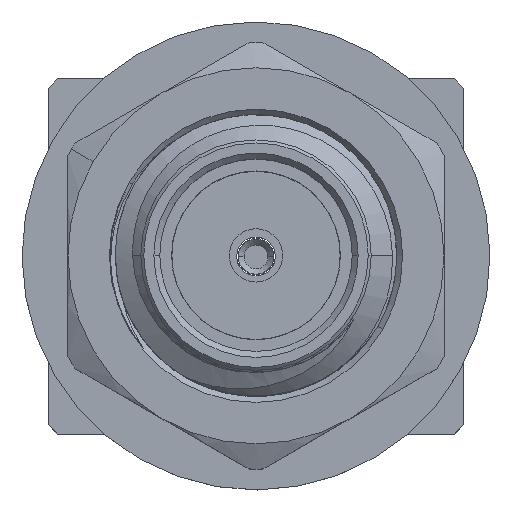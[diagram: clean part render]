
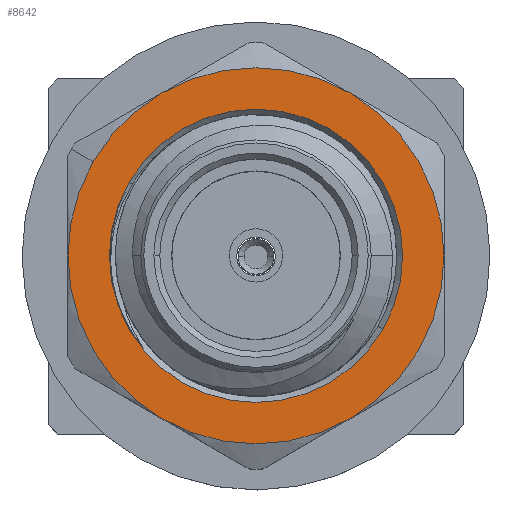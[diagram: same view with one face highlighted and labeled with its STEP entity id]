
A CAD part, top view. The second image highlights one B-rep face of the part: STEP entity #8642.
In plain terms, the highlighted planar face has unit normal (0, 0, 1).
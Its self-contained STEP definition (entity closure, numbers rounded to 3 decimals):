
#51 = VERTEX_POINT ( 'NONE', #5559 ) ;
#144 = DIRECTION ( 'NONE',  ( 0., 0., 1. ) ) ;
#162 = CARTESIAN_POINT ( 'NONE',  ( -1.587, 2.75, 6.7 ) ) ;
#226 = CARTESIAN_POINT ( 'NONE',  ( 0., 0., 6.7 ) ) ;
#246 = DIRECTION ( 'NONE',  ( 0., 0., -1. ) ) ;
#324 = CIRCLE ( 'NONE', #1436, 3.175 ) ;
#343 = DIRECTION ( 'NONE',  ( 0.866, -0.5, 0. ) ) ;
#360 = VERTEX_POINT ( 'NONE', #4434 ) ;
#419 = EDGE_CURVE ( 'NONE', #360, #712, #5635, .T. ) ;
#521 = DIRECTION ( 'NONE',  ( -0.866, 0.5, 0. ) ) ;
#605 = CARTESIAN_POINT ( 'NONE',  ( 0., 0., 6.7 ) ) ;
#712 = VERTEX_POINT ( 'NONE', #162 ) ;
#803 = PLANE ( 'NONE',  #4662 ) ;
#865 = CIRCLE ( 'NONE', #3953, 3.175 ) ;
#867 = CIRCLE ( 'NONE', #3118, 3.175 ) ;
#900 = CARTESIAN_POINT ( 'NONE',  ( 0., 0., 6.7 ) ) ;
#934 = EDGE_CURVE ( 'NONE', #3853, #4492, #867, .T. ) ;
#1117 = CARTESIAN_POINT ( 'NONE',  ( 0., 0., 6.7 ) ) ;
#1208 = CARTESIAN_POINT ( 'NONE',  ( 0., 0., 6.7 ) ) ;
#1413 = VERTEX_POINT ( 'NONE', #7981 ) ;
#1436 = AXIS2_PLACEMENT_3D ( 'NONE', #900, #246, #4150 ) ;
#1650 = CARTESIAN_POINT ( 'NONE',  ( 0., 0., 6.7 ) ) ;
#1744 = ORIENTED_EDGE ( 'NONE', *, *, #934, .F. ) ;
#1814 = VERTEX_POINT ( 'NONE', #4599 ) ;
#2154 = DIRECTION ( 'NONE',  ( 0.866, -0.5, 0. ) ) ;
#2236 = CARTESIAN_POINT ( 'NONE',  ( 3.175, 0., 6.7 ) ) ;
#2386 = EDGE_CURVE ( 'NONE', #7670, #5058, #7755, .T. ) ;
#2421 = AXIS2_PLACEMENT_3D ( 'NONE', #4905, #6799, #2154 ) ;
#2429 = AXIS2_PLACEMENT_3D ( 'NONE', #1650, #3679, #343 ) ;
#2485 = EDGE_CURVE ( 'NONE', #5058, #1814, #324, .T. ) ;
#2605 = DIRECTION ( 'NONE',  ( -0.866, 0.5, 0. ) ) ;
#2655 = DIRECTION ( 'NONE',  ( 0., 0., -1. ) ) ;
#2767 = EDGE_LOOP ( 'NONE', ( #8255, #6860, #4515, #6280, #5545, #6555, #1744 ) ) ;
#2793 = ORIENTED_EDGE ( 'NONE', *, *, #8522, .T. ) ;
#2915 = FACE_BOUND ( 'NONE', #4679, .T. ) ;
#2924 = DIRECTION ( 'NONE',  ( -0.866, 0.5, 0. ) ) ;
#3118 = AXIS2_PLACEMENT_3D ( 'NONE', #1117, #3805, #6475 ) ;
#3679 = DIRECTION ( 'NONE',  ( 0., 0., -1. ) ) ;
#3805 = DIRECTION ( 'NONE',  ( 0., 0., -1. ) ) ;
#3849 = DIRECTION ( 'NONE',  ( -0.866, 0.5, 0. ) ) ;
#3853 = VERTEX_POINT ( 'NONE', #4222 ) ;
#3953 = AXIS2_PLACEMENT_3D ( 'NONE', #5879, #6582, #2605 ) ;
#4144 = CARTESIAN_POINT ( 'NONE',  ( 1.588, 2.75, 6.7 ) ) ;
#4150 = DIRECTION ( 'NONE',  ( -0.866, 0.5, 0. ) ) ;
#4222 = CARTESIAN_POINT ( 'NONE',  ( -1.588, -2.75, 6.7 ) ) ;
#4434 = CARTESIAN_POINT ( 'NONE',  ( -2.75, 1.588, 6.7 ) ) ;
#4492 = VERTEX_POINT ( 'NONE', #5682 ) ;
#4515 = ORIENTED_EDGE ( 'NONE', *, *, #2386, .F. ) ;
#4599 = CARTESIAN_POINT ( 'NONE',  ( 1.587, -2.75, 6.7 ) ) ;
#4662 = AXIS2_PLACEMENT_3D ( 'NONE', #7514, #144, #8261 ) ;
#4679 = EDGE_LOOP ( 'NONE', ( #8595, #2793 ) ) ;
#4905 = CARTESIAN_POINT ( 'NONE',  ( 0., 0., 6.7 ) ) ;
#5058 = VERTEX_POINT ( 'NONE', #2236 ) ;
#5197 = AXIS2_PLACEMENT_3D ( 'NONE', #605, #6031, #521 ) ;
#5363 = AXIS2_PLACEMENT_3D ( 'NONE', #5586, #8270, #2924 ) ;
#5545 = ORIENTED_EDGE ( 'NONE', *, *, #419, .F. ) ;
#5559 = CARTESIAN_POINT ( 'NONE',  ( -2.144, 1.238, 6.7 ) ) ;
#5586 = CARTESIAN_POINT ( 'NONE',  ( 0., 0., 6.7 ) ) ;
#5621 = FACE_OUTER_BOUND ( 'NONE', #2767, .T. ) ;
#5635 = CIRCLE ( 'NONE', #5197, 3.175 ) ;
#5682 = CARTESIAN_POINT ( 'NONE',  ( -3.175, 0., 6.7 ) ) ;
#5859 = EDGE_CURVE ( 'NONE', #712, #7670, #7155, .T. ) ;
#5879 = CARTESIAN_POINT ( 'NONE',  ( 0., 0., 6.7 ) ) ;
#6031 = DIRECTION ( 'NONE',  ( 0., 0., -1. ) ) ;
#6047 = CIRCLE ( 'NONE', #6186, 3.175 ) ;
#6138 = DIRECTION ( 'NONE',  ( -0.866, 0.5, 0. ) ) ;
#6169 = AXIS2_PLACEMENT_3D ( 'NONE', #1208, #2655, #3849 ) ;
#6186 = AXIS2_PLACEMENT_3D ( 'NONE', #226, #8293, #6138 ) ;
#6280 = ORIENTED_EDGE ( 'NONE', *, *, #5859, .F. ) ;
#6339 = CIRCLE ( 'NONE', #2421, 2.475 ) ;
#6475 = DIRECTION ( 'NONE',  ( -0.866, 0.5, 0. ) ) ;
#6555 = ORIENTED_EDGE ( 'NONE', *, *, #6857, .F. ) ;
#6582 = DIRECTION ( 'NONE',  ( 0., 0., -1. ) ) ;
#6799 = DIRECTION ( 'NONE',  ( 0., 0., -1. ) ) ;
#6857 = EDGE_CURVE ( 'NONE', #4492, #360, #865, .T. ) ;
#6860 = ORIENTED_EDGE ( 'NONE', *, *, #2485, .F. ) ;
#6969 = EDGE_CURVE ( 'NONE', #1814, #3853, #6047, .T. ) ;
#7155 = CIRCLE ( 'NONE', #6169, 3.175 ) ;
#7514 = CARTESIAN_POINT ( 'NONE',  ( 0., 0., 6.7 ) ) ;
#7670 = VERTEX_POINT ( 'NONE', #4144 ) ;
#7755 = CIRCLE ( 'NONE', #5363, 3.175 ) ;
#7893 = CIRCLE ( 'NONE', #2429, 2.475 ) ;
#7927 = EDGE_CURVE ( 'NONE', #1413, #51, #6339, .T. ) ;
#7981 = CARTESIAN_POINT ( 'NONE',  ( 2.144, -1.238, 6.7 ) ) ;
#8255 = ORIENTED_EDGE ( 'NONE', *, *, #6969, .F. ) ;
#8261 = DIRECTION ( 'NONE',  ( 0.866, -0.5, 0. ) ) ;
#8270 = DIRECTION ( 'NONE',  ( 0., 0., -1. ) ) ;
#8293 = DIRECTION ( 'NONE',  ( 0., 0., -1. ) ) ;
#8522 = EDGE_CURVE ( 'NONE', #51, #1413, #7893, .T. ) ;
#8595 = ORIENTED_EDGE ( 'NONE', *, *, #7927, .T. ) ;
#8642 = ADVANCED_FACE ( 'NONE', ( #5621, #2915 ), #803, .T. ) ;
